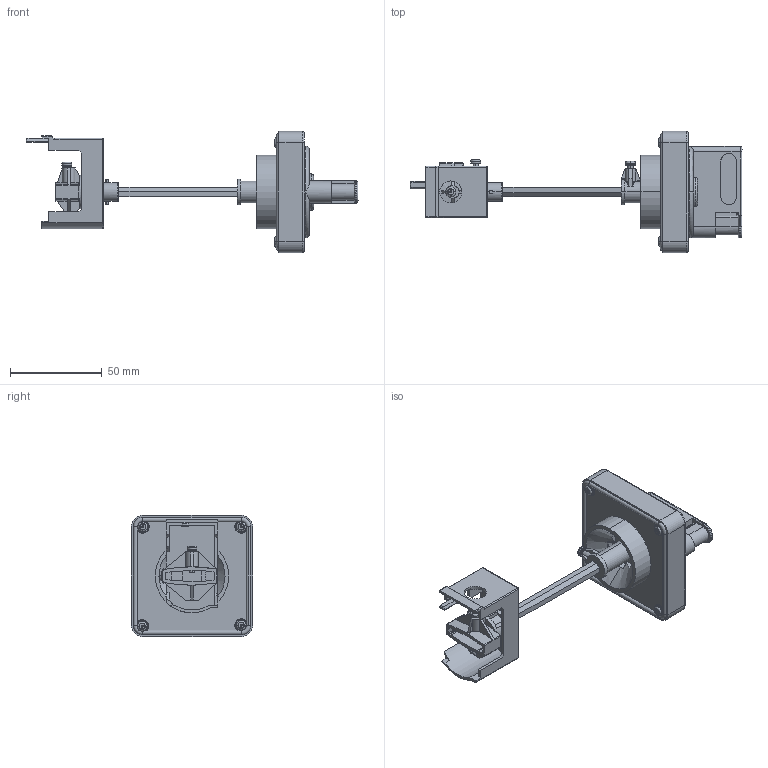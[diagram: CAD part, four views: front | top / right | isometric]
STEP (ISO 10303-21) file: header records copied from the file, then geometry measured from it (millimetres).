
FILE_DESCRIPTION (( 'STEP AP203' ), '1' );
FILE_NAME ('HPX3-EHRN3R-GY3.step', '2022-11-01T18:19:29', ( '' ), ( '' ), 'SwSTEP 2.0', 'SolidWorks 2021', '' );
FILE_SCHEMA (( 'CONFIG_CONTROL_DESIGN' ));
Length unit declared in the file: inch
Products named in the file (1): HPX3-EHRN3R-GY3
Bounding box: 180.7 x 66 x 66 mm (x, y, z)
Volume: 103180.9 mm3; surface area: 39053.1 mm2
Topology: 5 solids, 5 shells, 776 faces, 2178 edges, 1427 vertices
Faces by surface type: plane 444, cylinder 226, torus 80, sphere 11, bspline 11, cone 4
Entity records: 31382 total; most frequent: CARTESIAN_POINT 12457, ORIENTED_EDGE 4328, DIRECTION 3331, EDGE_CURVE 2164, VERTEX_POINT 1421, LINE 1189, VECTOR 1189, AXIS2_PLACEMENT_3D 1071
